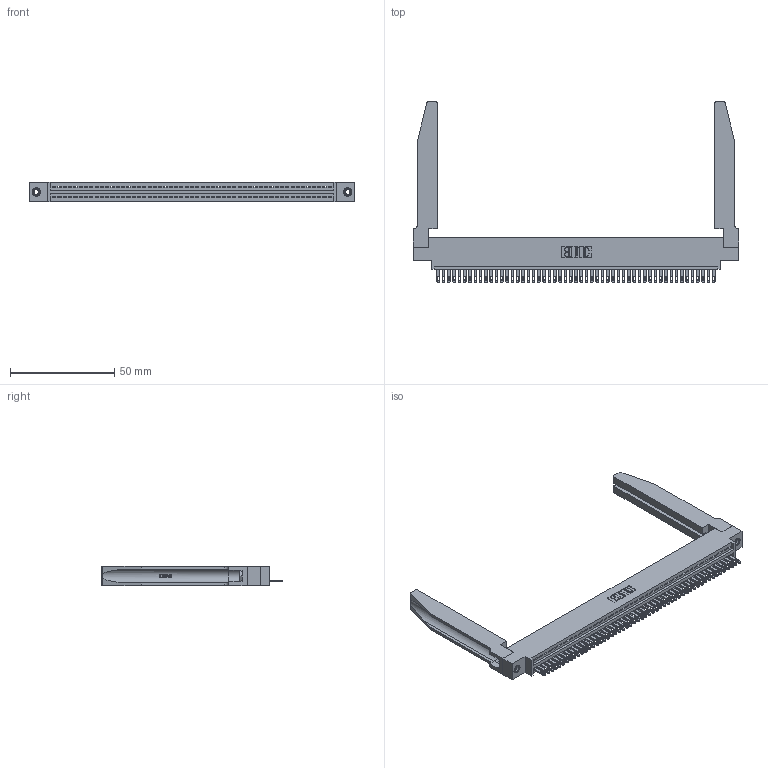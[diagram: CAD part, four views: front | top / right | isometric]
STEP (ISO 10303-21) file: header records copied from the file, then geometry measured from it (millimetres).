
FILE_DESCRIPTION (( 'STEP AP203' ), '1' );
FILE_NAME ('345-053-500-678.STEP', '2019-10-09T19:58:47', ( '' ), ( '' ), 'SwSTEP 2.0', 'SolidWorks 2016', '' );
FILE_SCHEMA (( 'CONFIG_CONTROL_DESIGN' ));
Length unit declared in the file: inch
Products named in the file (5): 345-292-001_345-293-100; 345-220-078_345-220-078; 345-053-500-678; 345 Part_0.170 Offset - 0.156 Dia-TH; 345-250-001_345-250-001-102
Assembly tree (58 placements, depth 2):
  345-053-500-678
    345 Part_0.170 Offset - 0.156 Dia-TH
    345-292-001_345-293-100  x53
    345-250-001_345-250-001-102  x2
    345-220-078_345-220-078  x2
Bounding box: 155.85 x 86.79 x 9.4 mm (x, y, z)
Volume: 22583.2 mm3; surface area: 26925.4 mm2
Topology: 58 solids, 58 shells, 3226 faces, 9865 edges, 6566 vertices
Faces by surface type: plane 2028, cylinder 1146, bspline 36, cone 12, torus 4
Entity records: 43210 total; most frequent: CARTESIAN_POINT 8382, ORIENTED_EDGE 7266, DIRECTION 6313, EDGE_CURVE 3633, VECTOR 3191, LINE 3191, VERTEX_POINT 2416, AXIS2_PLACEMENT_3D 1561
